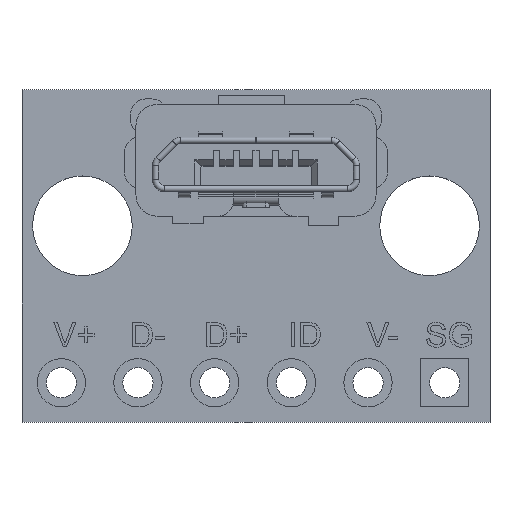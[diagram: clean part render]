
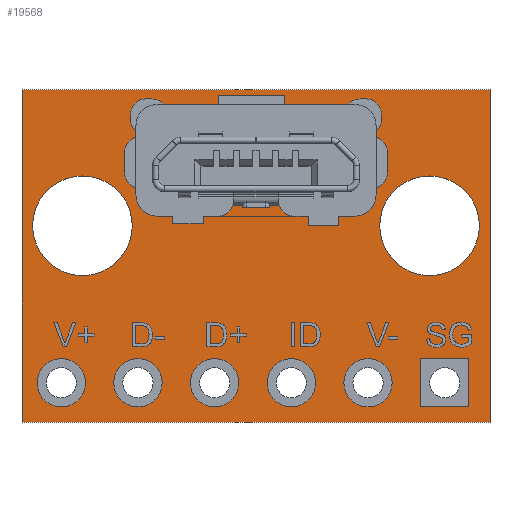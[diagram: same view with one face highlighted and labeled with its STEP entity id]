
A CAD part, top view. The second image highlights one B-rep face of the part: STEP entity #19568.
In plain terms, the highlighted planar face has unit normal (0, 0, 1).
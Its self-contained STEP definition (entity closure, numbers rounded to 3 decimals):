
#402=FACE_BOUND('',#3242,.T.);
#403=FACE_BOUND('',#3243,.T.);
#404=FACE_BOUND('',#3244,.T.);
#405=FACE_BOUND('',#3245,.T.);
#406=FACE_BOUND('',#3246,.T.);
#407=FACE_BOUND('',#3247,.T.);
#408=FACE_BOUND('',#3248,.T.);
#409=FACE_BOUND('',#3249,.T.);
#795=CIRCLE('',#21057,0.5);
#797=CIRCLE('',#21060,1.65);
#799=CIRCLE('',#21063,0.5);
#801=CIRCLE('',#21066,0.5);
#803=CIRCLE('',#21069,1.65);
#805=CIRCLE('',#21072,0.5);
#807=CIRCLE('',#21075,0.5);
#809=CIRCLE('',#21078,0.5);
#2111=FACE_OUTER_BOUND('',#3241,.T.);
#3241=EDGE_LOOP('',(#14917,#14918,#14919,#14920));
#3242=EDGE_LOOP('',(#14921));
#3243=EDGE_LOOP('',(#14922));
#3244=EDGE_LOOP('',(#14923));
#3245=EDGE_LOOP('',(#14924));
#3246=EDGE_LOOP('',(#14925));
#3247=EDGE_LOOP('',(#14926));
#3248=EDGE_LOOP('',(#14927));
#3249=EDGE_LOOP('',(#14928));
#4801=LINE('',#28897,#6742);
#4804=LINE('',#28903,#6745);
#4807=LINE('',#28909,#6748);
#4810=LINE('',#28913,#6751);
#6742=VECTOR('',#24014,10.);
#6745=VECTOR('',#24019,10.);
#6748=VECTOR('',#24024,10.);
#6751=VECTOR('',#24029,10.);
#8623=VERTEX_POINT('',#28843);
#8625=VERTEX_POINT('',#28849);
#8627=VERTEX_POINT('',#28855);
#8629=VERTEX_POINT('',#28861);
#8631=VERTEX_POINT('',#28867);
#8633=VERTEX_POINT('',#28873);
#8635=VERTEX_POINT('',#28879);
#8637=VERTEX_POINT('',#28885);
#8641=VERTEX_POINT('',#28894);
#8642=VERTEX_POINT('',#28896);
#8644=VERTEX_POINT('',#28902);
#8646=VERTEX_POINT('',#28908);
#10923=EDGE_CURVE('',#8623,#8623,#795,.T.);
#10926=EDGE_CURVE('',#8625,#8625,#797,.T.);
#10929=EDGE_CURVE('',#8627,#8627,#799,.T.);
#10932=EDGE_CURVE('',#8629,#8629,#801,.T.);
#10935=EDGE_CURVE('',#8631,#8631,#803,.T.);
#10938=EDGE_CURVE('',#8633,#8633,#805,.T.);
#10941=EDGE_CURVE('',#8635,#8635,#807,.T.);
#10944=EDGE_CURVE('',#8637,#8637,#809,.T.);
#10949=EDGE_CURVE('',#8642,#8641,#4801,.T.);
#10952=EDGE_CURVE('',#8644,#8642,#4804,.T.);
#10955=EDGE_CURVE('',#8646,#8644,#4807,.T.);
#10958=EDGE_CURVE('',#8641,#8646,#4810,.T.);
#14917=ORIENTED_EDGE('',*,*,#10958,.T.);
#14918=ORIENTED_EDGE('',*,*,#10955,.T.);
#14919=ORIENTED_EDGE('',*,*,#10952,.T.);
#14920=ORIENTED_EDGE('',*,*,#10949,.T.);
#14921=ORIENTED_EDGE('',*,*,#10944,.T.);
#14922=ORIENTED_EDGE('',*,*,#10941,.T.);
#14923=ORIENTED_EDGE('',*,*,#10938,.T.);
#14924=ORIENTED_EDGE('',*,*,#10935,.T.);
#14925=ORIENTED_EDGE('',*,*,#10932,.T.);
#14926=ORIENTED_EDGE('',*,*,#10929,.T.);
#14927=ORIENTED_EDGE('',*,*,#10926,.T.);
#14928=ORIENTED_EDGE('',*,*,#10923,.T.);
#18767=PLANE('',#21084);
#19568=ADVANCED_FACE('',(#2111,#402,#403,#404,#405,#406,#407,#408,#409),
#18767,.T.);
#21057=AXIS2_PLACEMENT_3D('',#28844,#23956,#23957);
#21060=AXIS2_PLACEMENT_3D('',#28850,#23963,#23964);
#21063=AXIS2_PLACEMENT_3D('',#28856,#23970,#23971);
#21066=AXIS2_PLACEMENT_3D('',#28862,#23977,#23978);
#21069=AXIS2_PLACEMENT_3D('',#28868,#23984,#23985);
#21072=AXIS2_PLACEMENT_3D('',#28874,#23991,#23992);
#21075=AXIS2_PLACEMENT_3D('',#28880,#23998,#23999);
#21078=AXIS2_PLACEMENT_3D('',#28886,#24005,#24006);
#21084=AXIS2_PLACEMENT_3D('',#28914,#24030,#24031);
#23956=DIRECTION('center_axis',(0.,0.,-1.));
#23957=DIRECTION('ref_axis',(1.,0.,0.));
#23963=DIRECTION('center_axis',(0.,0.,-1.));
#23964=DIRECTION('ref_axis',(1.,0.,0.));
#23970=DIRECTION('center_axis',(0.,0.,-1.));
#23971=DIRECTION('ref_axis',(1.,0.,0.));
#23977=DIRECTION('center_axis',(0.,0.,-1.));
#23978=DIRECTION('ref_axis',(1.,0.,0.));
#23984=DIRECTION('center_axis',(0.,0.,-1.));
#23985=DIRECTION('ref_axis',(1.,0.,0.));
#23991=DIRECTION('center_axis',(0.,0.,-1.));
#23992=DIRECTION('ref_axis',(1.,0.,0.));
#23998=DIRECTION('center_axis',(0.,0.,-1.));
#23999=DIRECTION('ref_axis',(1.,0.,0.));
#24005=DIRECTION('center_axis',(0.,0.,-1.));
#24006=DIRECTION('ref_axis',(1.,0.,0.));
#24014=DIRECTION('',(-1.,0.,0.));
#24019=DIRECTION('',(0.,1.,0.));
#24024=DIRECTION('',(1.,0.,0.));
#24029=DIRECTION('',(0.,-1.,0.));
#24030=DIRECTION('center_axis',(0.,0.,1.));
#24031=DIRECTION('ref_axis',(1.,0.,0.));
#28843=CARTESIAN_POINT('',(8.42,1.3,0.7));
#28844=CARTESIAN_POINT('Origin',(8.92,1.3,0.7));
#28849=CARTESIAN_POINT('',(11.85,6.5,0.7));
#28850=CARTESIAN_POINT('Origin',(13.5,6.5,0.7));
#28855=CARTESIAN_POINT('',(10.96,1.3,0.7));
#28856=CARTESIAN_POINT('Origin',(11.46,1.3,0.7));
#28861=CARTESIAN_POINT('',(0.8,1.3,0.7));
#28862=CARTESIAN_POINT('Origin',(1.3,1.3,0.7));
#28867=CARTESIAN_POINT('',(0.35,6.5,0.7));
#28868=CARTESIAN_POINT('Origin',(2.,6.5,0.7));
#28873=CARTESIAN_POINT('',(13.5,1.3,0.7));
#28874=CARTESIAN_POINT('Origin',(14.,1.3,0.7));
#28879=CARTESIAN_POINT('',(3.34,1.3,0.7));
#28880=CARTESIAN_POINT('Origin',(3.84,1.3,0.7));
#28885=CARTESIAN_POINT('',(5.88,1.3,0.7));
#28886=CARTESIAN_POINT('Origin',(6.38,1.3,0.7));
#28894=CARTESIAN_POINT('',(0.,11.,0.7));
#28896=CARTESIAN_POINT('',(15.5,11.,0.7));
#28897=CARTESIAN_POINT('',(15.5,11.,0.7));
#28902=CARTESIAN_POINT('',(15.5,0.,0.7));
#28903=CARTESIAN_POINT('',(15.5,0.,0.7));
#28908=CARTESIAN_POINT('',(0.,0.,0.7));
#28909=CARTESIAN_POINT('',(0.,0.,0.7));
#28913=CARTESIAN_POINT('',(0.,11.,0.7));
#28914=CARTESIAN_POINT('Origin',(7.75,5.5,0.7));
